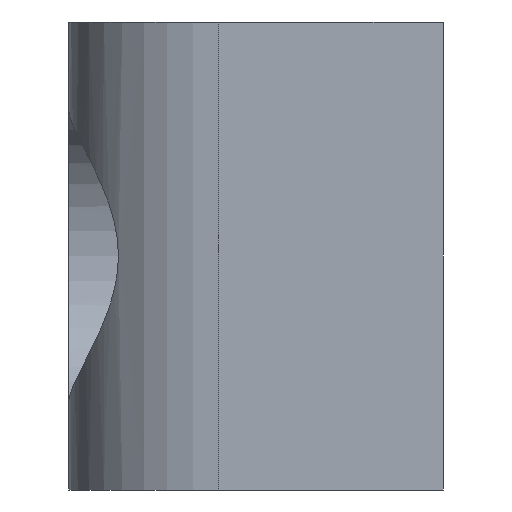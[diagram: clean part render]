
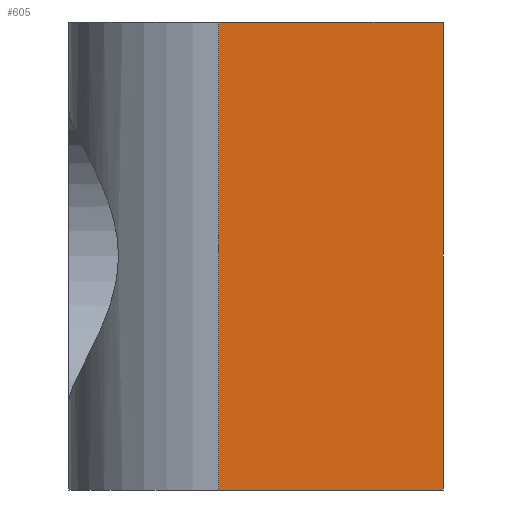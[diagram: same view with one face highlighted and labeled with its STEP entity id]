
A CAD part, left-side view. The second image highlights one B-rep face of the part: STEP entity #605.
In plain terms, the highlighted planar face has unit normal (-1, 0, 0).
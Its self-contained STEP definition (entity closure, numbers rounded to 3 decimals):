
#51=PLANE('',#692);
#83=FACE_OUTER_BOUND('',#131,.T.);
#131=EDGE_LOOP('',(#539,#540,#541,#542));
#169=LINE('',#914,#209);
#176=LINE('',#935,#216);
#201=LINE('',#1078,#241);
#207=LINE('',#1093,#247);
#209=VECTOR('',#701,10.);
#216=VECTOR('',#718,10.);
#241=VECTOR('',#857,10.);
#247=VECTOR('',#879,10.);
#254=VERTEX_POINT('',#911);
#255=VERTEX_POINT('',#913);
#264=VERTEX_POINT('',#933);
#301=VERTEX_POINT('',#1077);
#306=EDGE_CURVE('',#254,#255,#169,.T.);
#317=EDGE_CURVE('',#254,#264,#176,.T.);
#378=EDGE_CURVE('',#264,#301,#201,.T.);
#386=EDGE_CURVE('',#255,#301,#207,.T.);
#539=ORIENTED_EDGE('',*,*,#306,.F.);
#540=ORIENTED_EDGE('',*,*,#317,.T.);
#541=ORIENTED_EDGE('',*,*,#378,.T.);
#542=ORIENTED_EDGE('',*,*,#386,.F.);
#605=ADVANCED_FACE('',(#83),#51,.T.);
#692=AXIS2_PLACEMENT_3D('',#1092,#877,#878);
#701=DIRECTION('',(0.,0.,1.));
#718=DIRECTION('',(0.,-1.,0.));
#857=DIRECTION('',(0.,0.,1.));
#877=DIRECTION('center_axis',(-1.,0.,0.));
#878=DIRECTION('ref_axis',(0.,-1.,0.));
#879=DIRECTION('',(0.,-1.,0.));
#911=CARTESIAN_POINT('',(0.,61.,0.));
#913=CARTESIAN_POINT('',(0.,61.,12.5));
#914=CARTESIAN_POINT('',(0.,61.,0.));
#933=CARTESIAN_POINT('',(0.,55.,0.));
#935=CARTESIAN_POINT('',(0.,65.,0.));
#1077=CARTESIAN_POINT('',(0.,55.,12.5));
#1078=CARTESIAN_POINT('',(0.,55.,3.125));
#1092=CARTESIAN_POINT('Origin',(0.,65.,0.));
#1093=CARTESIAN_POINT('',(0.,65.,12.5));
